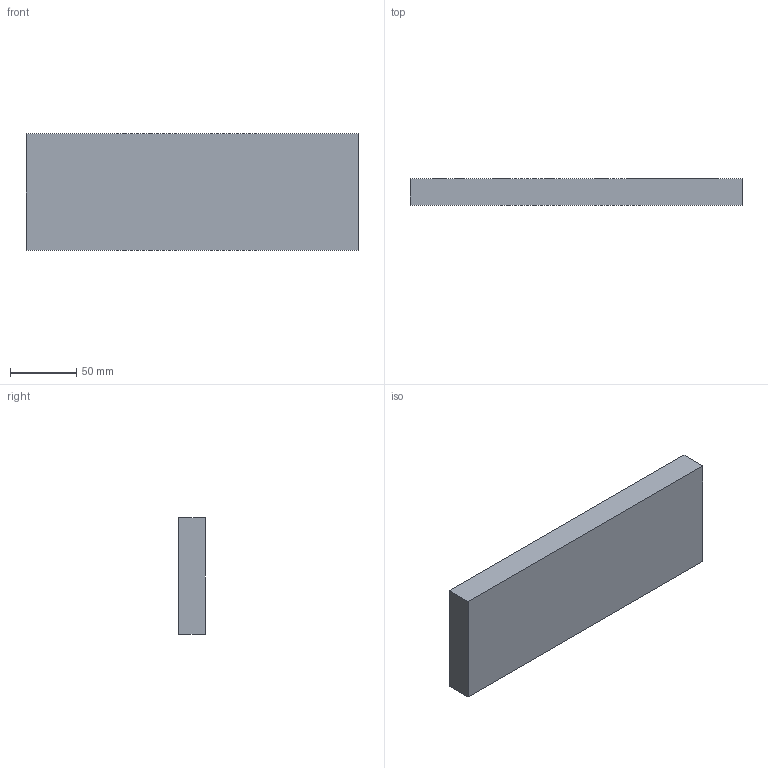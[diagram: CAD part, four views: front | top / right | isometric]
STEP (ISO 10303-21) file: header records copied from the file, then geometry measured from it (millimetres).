
FILE_DESCRIPTION (( 'STEP AP203' ), '1' );
FILE_NAME ('Saina Short Fixture.STEP', '2018-03-09T19:33:44', ( '' ), ( '' ), 'SwSTEP 2.0', 'SolidWorks 2016', '' );
FILE_SCHEMA (( 'CONFIG_CONTROL_DESIGN' ));
Length unit declared in the file: metre
Products named in the file (2): Saina_Short Fixture; Saina Short Fixture
Assembly tree (1 placements, depth 2):
  Saina Short Fixture
    Saina_Short Fixture
Bounding box: 250 x 20 x 88.03 mm (x, y, z)
Volume: 430713.9 mm3; surface area: 62239.3 mm2
Topology: 1 solids, 1 shells, 63 faces, 145 edges, 96 vertices
Faces by surface type: cylinder 32, plane 31
Entity records: 2011 total; most frequent: DIRECTION 351, CARTESIAN_POINT 308, ORIENTED_EDGE 290, EDGE_CURVE 145, AXIS2_PLACEMENT_3D 139, VERTEX_POINT 96, EDGE_LOOP 75, LINE 73
